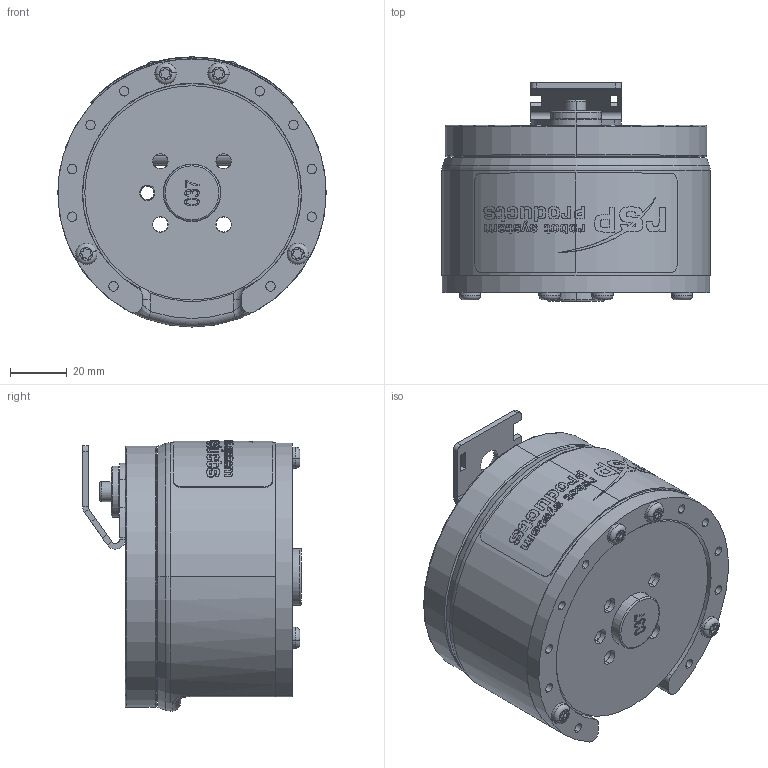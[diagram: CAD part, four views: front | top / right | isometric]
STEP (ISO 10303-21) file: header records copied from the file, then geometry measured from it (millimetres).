
FILE_DESCRIPTION (( 'STEP AP203' ), '1' );
FILE_NAME ('P5134 Radial guide.STEP', '2018-12-12T13:45:24', ( 'RSPlokal' ), ( 'Microsoft' ), 'SwSTEP 2.0', 'SolidWorks 2017', '' );
FILE_SCHEMA (( 'CONFIG_CONTROL_DESIGN' ));
Length unit declared in the file: millimetre
Products named in the file (1): P5134 Radial guide
Bounding box: 94.5 x 77 x 95.1 mm (x, y, z)
Volume: 219939.9 mm3; surface area: 82807.9 mm2
Topology: 35 solids, 35 shells, 878 faces, 2253 edges, 1452 vertices
Faces by surface type: plane 296, cylinder 286, bspline 215, torus 42, cone 39
Entity records: 32963 total; most frequent: CARTESIAN_POINT 12761, ORIENTED_EDGE 4454, DIRECTION 3690, EDGE_CURVE 2227, VERTEX_POINT 1452, AXIS2_PLACEMENT_3D 1359, EDGE_LOOP 995, VECTOR 972
